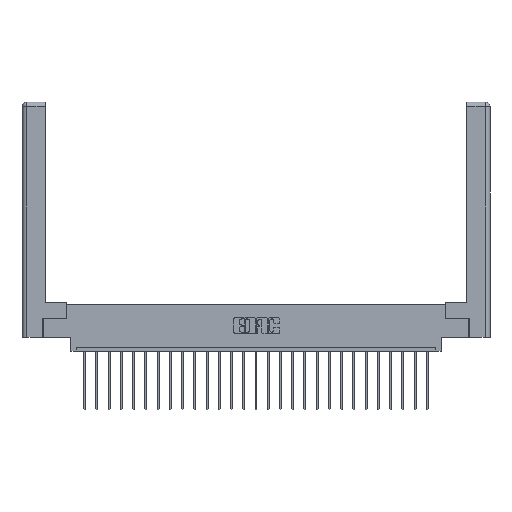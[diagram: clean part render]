
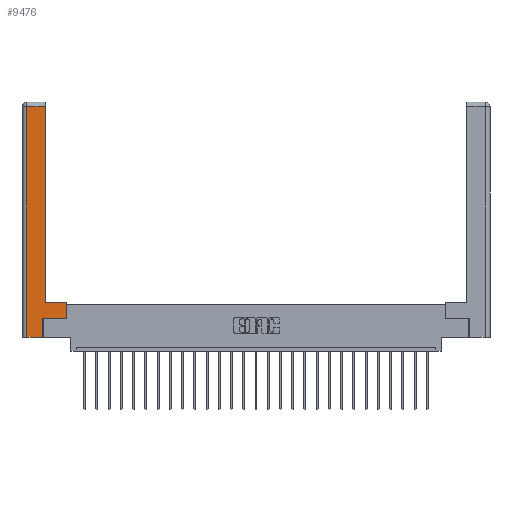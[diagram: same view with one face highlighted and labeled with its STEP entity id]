
A CAD part, top view. The second image highlights one B-rep face of the part: STEP entity #9476.
In plain terms, the highlighted planar face has unit normal (0, 0, 1).
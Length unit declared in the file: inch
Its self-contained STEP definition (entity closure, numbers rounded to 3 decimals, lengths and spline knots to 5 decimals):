
#250 = VERTEX_POINT ( 'NONE', #12155 ) ;
#540 = EDGE_CURVE ( 'NONE', #23816, #12458, #16131, .T. ) ;
#1868 = DIRECTION ( 'NONE',  ( -1., 0., 0. ) ) ;
#3128 = CARTESIAN_POINT ( 'NONE',  ( 0.0615, 2.94, 0. ) ) ;
#3209 = VECTOR ( 'NONE', #5093, 39.37008 ) ;
#3211 = DIRECTION ( 'NONE',  ( 0., -1., 0. ) ) ;
#3215 = VERTEX_POINT ( 'NONE', #16304 ) ;
#3365 = LINE ( 'NONE', #23180, #19061 ) ;
#4276 = AXIS2_PLACEMENT_3D ( 'NONE', #16898, #16721, #16637 ) ;
#4967 = VECTOR ( 'NONE', #1868, 39.37008 ) ;
#5093 = DIRECTION ( 'NONE',  ( 1., 0., 0. ) ) ;
#5936 = LINE ( 'NONE', #7582, #4967 ) ;
#6397 = VECTOR ( 'NONE', #3211, 39.37008 ) ;
#6652 = EDGE_CURVE ( 'NONE', #25926, #25296, #3365, .T. ) ;
#6742 = PLANE ( 'NONE',  #4276 ) ;
#6938 = ORIENTED_EDGE ( 'NONE', *, *, #21731, .T. ) ;
#7173 = CARTESIAN_POINT ( 'NONE',  ( 0.0615, 0., 0. ) ) ;
#7176 = CARTESIAN_POINT ( 'NONE',  ( 0.0615, 0., 0. ) ) ;
#7318 = EDGE_LOOP ( 'NONE', ( #17495, #16892, #8964, #13996, #25566, #13778, #6938, #13936 ) ) ;
#7438 = EDGE_CURVE ( 'NONE', #24346, #3215, #18109, .T. ) ;
#7443 = VECTOR ( 'NONE', #10929, 39.37008 ) ;
#7582 = CARTESIAN_POINT ( 'NONE',  ( 0.0615, 2.94, 0. ) ) ;
#8472 = LINE ( 'NONE', #22835, #24745 ) ;
#8964 = ORIENTED_EDGE ( 'NONE', *, *, #540, .T. ) ;
#9476 = ADVANCED_FACE ( 'NONE', ( #22024 ), #6742, .F. ) ;
#9549 = VECTOR ( 'NONE', #11481, 39.37008 ) ;
#10929 = DIRECTION ( 'NONE',  ( 1., 0., 0. ) ) ;
#11481 = DIRECTION ( 'NONE',  ( 0., 1., 0. ) ) ;
#12155 = CARTESIAN_POINT ( 'NONE',  ( 0.565, 0.45, 0. ) ) ;
#12458 = VERTEX_POINT ( 'NONE', #7173 ) ;
#12941 = LINE ( 'NONE', #24825, #3209 ) ;
#13778 = ORIENTED_EDGE ( 'NONE', *, *, #7438, .T. ) ;
#13936 = ORIENTED_EDGE ( 'NONE', *, *, #17039, .T. ) ;
#13996 = ORIENTED_EDGE ( 'NONE', *, *, #20016, .T. ) ;
#16096 = CARTESIAN_POINT ( 'NONE',  ( 0.295, 0.45, 0. ) ) ;
#16131 = LINE ( 'NONE', #7176, #6397 ) ;
#16304 = CARTESIAN_POINT ( 'NONE',  ( 0.565, 0.245, 0. ) ) ;
#16328 = VERTEX_POINT ( 'NONE', #22894 ) ;
#16637 = DIRECTION ( 'NONE',  ( -1., 0., 0. ) ) ;
#16721 = DIRECTION ( 'NONE',  ( 0., 0., -1. ) ) ;
#16892 = ORIENTED_EDGE ( 'NONE', *, *, #21843, .T. ) ;
#16898 = CARTESIAN_POINT ( 'NONE',  ( 0., 0., 0. ) ) ;
#17039 = EDGE_CURVE ( 'NONE', #250, #25926, #23383, .T. ) ;
#17495 = ORIENTED_EDGE ( 'NONE', *, *, #6652, .T. ) ;
#17731 = CARTESIAN_POINT ( 'NONE',  ( 0.265, 0.245, 0. ) ) ;
#17851 = DIRECTION ( 'NONE',  ( 0., 1., 0. ) ) ;
#18109 = LINE ( 'NONE', #23303, #7443 ) ;
#19061 = VECTOR ( 'NONE', #17851, 39.37008 ) ;
#19274 = CARTESIAN_POINT ( 'NONE',  ( 0.295, 0.45, 0. ) ) ;
#20016 = EDGE_CURVE ( 'NONE', #12458, #16328, #12941, .T. ) ;
#21439 = DIRECTION ( 'NONE',  ( 0., 1., 0. ) ) ;
#21731 = EDGE_CURVE ( 'NONE', #3215, #250, #8472, .T. ) ;
#21825 = VECTOR ( 'NONE', #23910, 39.37008 ) ;
#21843 = EDGE_CURVE ( 'NONE', #25296, #23816, #5936, .T. ) ;
#22024 = FACE_OUTER_BOUND ( 'NONE', #7318, .T. ) ;
#22343 = CARTESIAN_POINT ( 'NONE',  ( 0.295, 2.94, 0. ) ) ;
#22745 = LINE ( 'NONE', #17731, #9549 ) ;
#22835 = CARTESIAN_POINT ( 'NONE',  ( 0.565, 0.45, 0. ) ) ;
#22894 = CARTESIAN_POINT ( 'NONE',  ( 0.265, 0., 0. ) ) ;
#23180 = CARTESIAN_POINT ( 'NONE',  ( 0.295, 3., 0. ) ) ;
#23303 = CARTESIAN_POINT ( 'NONE',  ( 0.565, 0.245, 0. ) ) ;
#23383 = LINE ( 'NONE', #16096, #21825 ) ;
#23816 = VERTEX_POINT ( 'NONE', #3128 ) ;
#23910 = DIRECTION ( 'NONE',  ( -1., 0., 0. ) ) ;
#24328 = CARTESIAN_POINT ( 'NONE',  ( 0.265, 0.245, 0. ) ) ;
#24346 = VERTEX_POINT ( 'NONE', #24328 ) ;
#24646 = EDGE_CURVE ( 'NONE', #16328, #24346, #22745, .T. ) ;
#24745 = VECTOR ( 'NONE', #21439, 39.37008 ) ;
#24825 = CARTESIAN_POINT ( 'NONE',  ( 0.265, 0., 0. ) ) ;
#25296 = VERTEX_POINT ( 'NONE', #22343 ) ;
#25566 = ORIENTED_EDGE ( 'NONE', *, *, #24646, .T. ) ;
#25926 = VERTEX_POINT ( 'NONE', #19274 ) ;
